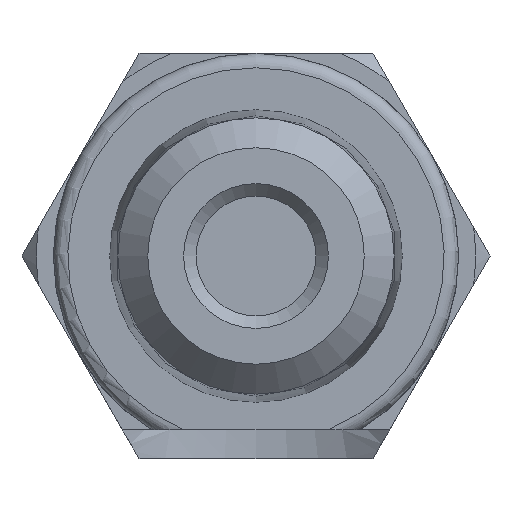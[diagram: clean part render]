
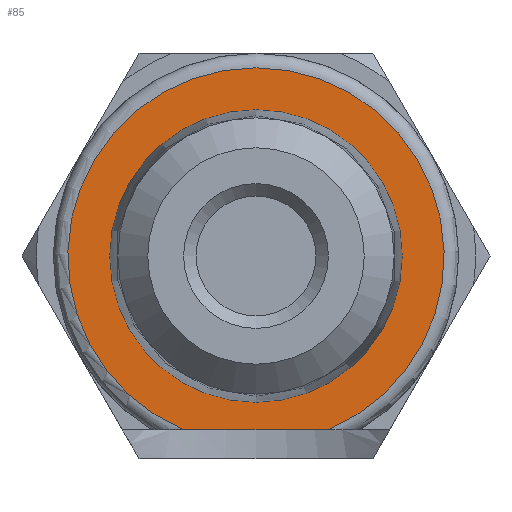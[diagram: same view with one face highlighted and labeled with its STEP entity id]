
A CAD part, front view. The second image highlights one B-rep face of the part: STEP entity #85.
In plain terms, the highlighted planar face has unit normal (0, -1, 0).
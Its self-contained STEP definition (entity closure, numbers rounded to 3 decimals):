
#85 = ADVANCED_FACE( '', ( #158, #159 ), #160, .F. );
#158 = FACE_OUTER_BOUND( '', #296, .T. );
#159 = FACE_BOUND( '', #297, .T. );
#160 = PLANE( '', #298 );
#296 = EDGE_LOOP( '', ( #485, #486 ) );
#297 = EDGE_LOOP( '', ( #487 ) );
#298 = AXIS2_PLACEMENT_3D( '', #488, #489, #490 );
#485 = ORIENTED_EDGE( '', *, *, #812, .F. );
#486 = ORIENTED_EDGE( '', *, *, #787, .T. );
#487 = ORIENTED_EDGE( '', *, *, #813, .T. );
#488 = CARTESIAN_POINT( '', ( 0., 0., 0. ) );
#489 = DIRECTION( '', ( 0., 1., 0. ) );
#490 = DIRECTION( '', ( 0., 0., 1. ) );
#787 = EDGE_CURVE( '', #907, #905, #908, .T. );
#812 = EDGE_CURVE( '', #907, #905, #954, .T. );
#813 = EDGE_CURVE( '', #955, #955, #956, .T. );
#905 = VERTEX_POINT( '', #1138 );
#907 = VERTEX_POINT( '', #1149 );
#908 = LINE( '', #1150, #1151 );
#954 = CIRCLE( '', #1243, 6.5 );
#955 = VERTEX_POINT( '', #1244 );
#956 = CIRCLE( '', #1245, 5.051 );
#1138 = CARTESIAN_POINT( '', ( 2.5, 0., -6. ) );
#1149 = CARTESIAN_POINT( '', ( -2.5, 0., -6. ) );
#1150 = CARTESIAN_POINT( '', ( 0., 0., -6. ) );
#1151 = VECTOR( '', #1413, 1000. );
#1243 = AXIS2_PLACEMENT_3D( '', #1429, #1430, #1431 );
#1244 = CARTESIAN_POINT( '', ( 0., 0., 5.051 ) );
#1245 = AXIS2_PLACEMENT_3D( '', #1432, #1433, #1434 );
#1413 = DIRECTION( '', ( 1., 0., 0. ) );
#1429 = CARTESIAN_POINT( '', ( 0., 0., 0. ) );
#1430 = DIRECTION( '', ( 0., 1., 0. ) );
#1431 = DIRECTION( '', ( 0., 0., 1. ) );
#1432 = CARTESIAN_POINT( '', ( 0., 0., 0. ) );
#1433 = DIRECTION( '', ( 0., 1., 0. ) );
#1434 = DIRECTION( '', ( 0., 0., 1. ) );
